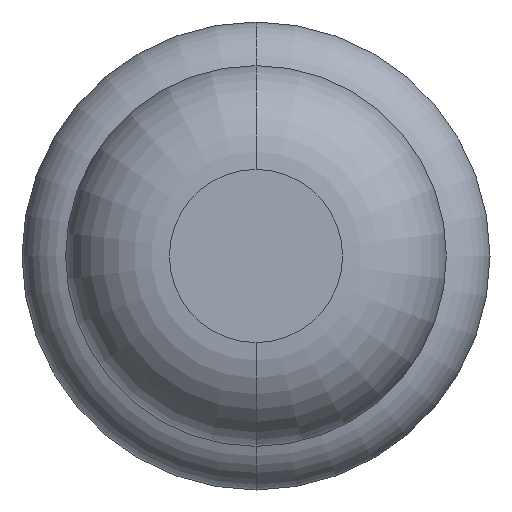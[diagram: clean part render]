
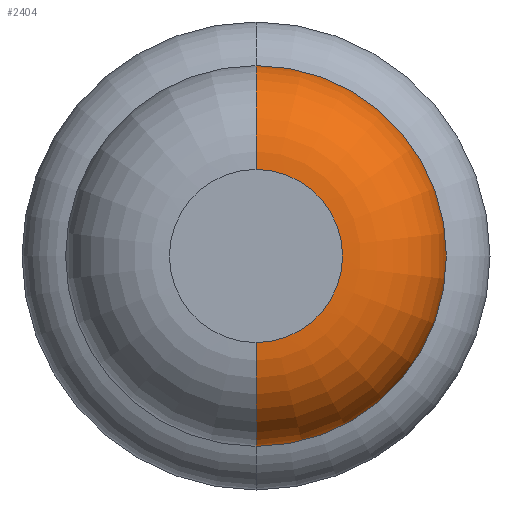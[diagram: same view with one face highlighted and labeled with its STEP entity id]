
A CAD part, front view. The second image highlights one B-rep face of the part: STEP entity #2404.
In plain terms, the highlighted toroidal (fillet/blend) face has major radius 0.375 mm and minor radius 0.45 mm.
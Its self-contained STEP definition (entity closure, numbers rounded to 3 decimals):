
#31 = EDGE_CURVE ( 'NONE', #722, #3068, #1854, .T. ) ;
#48 = AXIS2_PLACEMENT_3D ( 'NONE', #2568, #713, #2870 ) ;
#58 = CARTESIAN_POINT ( 'NONE',  ( 0., 0.45, -0.375 ) ) ;
#101 = CIRCLE ( 'NONE', #48, 0.375 ) ;
#187 = FACE_OUTER_BOUND ( 'NONE', #1601, .T. ) ;
#274 = DIRECTION ( 'NONE',  ( 0., 0., -1. ) ) ;
#363 = CARTESIAN_POINT ( 'NONE',  ( 0., 0.45, 0. ) ) ;
#486 = EDGE_CURVE ( 'NONE', #722, #668, #2472, .T. ) ;
#504 = CARTESIAN_POINT ( 'NONE',  ( 0., 0.45, 0.375 ) ) ;
#668 = VERTEX_POINT ( 'NONE', #3595 ) ;
#713 = DIRECTION ( 'NONE',  ( 0., -1., 0. ) ) ;
#722 = VERTEX_POINT ( 'NONE', #3578 ) ;
#818 = DIRECTION ( 'NONE',  ( 0., 0., -1. ) ) ;
#1083 = EDGE_CURVE ( 'NONE', #668, #3094, #101, .T. ) ;
#1091 = CARTESIAN_POINT ( 'NONE',  ( 0., 0., 0.375 ) ) ;
#1156 = AXIS2_PLACEMENT_3D ( 'NONE', #504, #2676, #818 ) ;
#1315 = DIRECTION ( 'NONE',  ( 0., 0., 1. ) ) ;
#1320 = AXIS2_PLACEMENT_3D ( 'NONE', #58, #2826, #1315 ) ;
#1411 = ORIENTED_EDGE ( 'NONE', *, *, #3127, .T. ) ;
#1525 = AXIS2_PLACEMENT_3D ( 'NONE', #4015, #3683, #274 ) ;
#1601 = EDGE_LOOP ( 'NONE', ( #2143, #1411, #3041, #1833 ) ) ;
#1833 = ORIENTED_EDGE ( 'NONE', *, *, #486, .F. ) ;
#1854 = CIRCLE ( 'NONE', #2711, 0.825 ) ;
#2017 = CARTESIAN_POINT ( 'NONE',  ( 0., 0.45, 0.825 ) ) ;
#2143 = ORIENTED_EDGE ( 'NONE', *, *, #31, .T. ) ;
#2404 = ADVANCED_FACE ( 'NONE', ( #187 ), #2652, .T. ) ;
#2472 = CIRCLE ( 'NONE', #1320, 0.45 ) ;
#2568 = CARTESIAN_POINT ( 'NONE',  ( 0., 0., 0. ) ) ;
#2652 = TOROIDAL_SURFACE ( 'NONE', #1525, 0.375, 0.45 ) ;
#2676 = DIRECTION ( 'NONE',  ( 1., 0., 0. ) ) ;
#2711 = AXIS2_PLACEMENT_3D ( 'NONE', #363, #3739, #3192 ) ;
#2826 = DIRECTION ( 'NONE',  ( -1., 0., 0. ) ) ;
#2870 = DIRECTION ( 'NONE',  ( 0., 0., -1. ) ) ;
#3041 = ORIENTED_EDGE ( 'NONE', *, *, #1083, .F. ) ;
#3068 = VERTEX_POINT ( 'NONE', #2017 ) ;
#3094 = VERTEX_POINT ( 'NONE', #1091 ) ;
#3127 = EDGE_CURVE ( 'NONE', #3068, #3094, #3270, .T. ) ;
#3192 = DIRECTION ( 'NONE',  ( 0., 0., -1. ) ) ;
#3270 = CIRCLE ( 'NONE', #1156, 0.45 ) ;
#3578 = CARTESIAN_POINT ( 'NONE',  ( 0., 0.45, -0.825 ) ) ;
#3595 = CARTESIAN_POINT ( 'NONE',  ( 0., 0., -0.375 ) ) ;
#3683 = DIRECTION ( 'NONE',  ( 0., -1., 0. ) ) ;
#3739 = DIRECTION ( 'NONE',  ( 0., -1., 0. ) ) ;
#4015 = CARTESIAN_POINT ( 'NONE',  ( 0., 0.45, 0. ) ) ;
